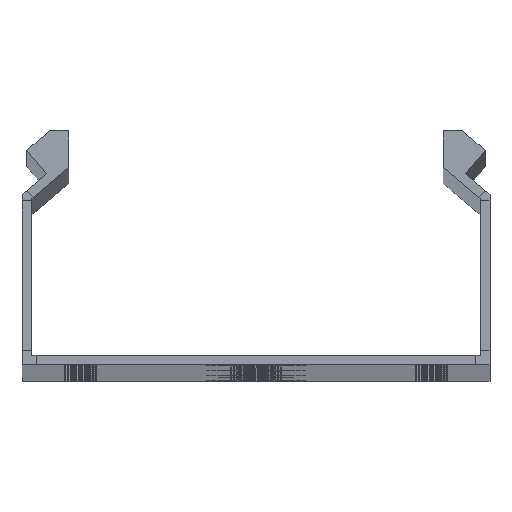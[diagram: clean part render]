
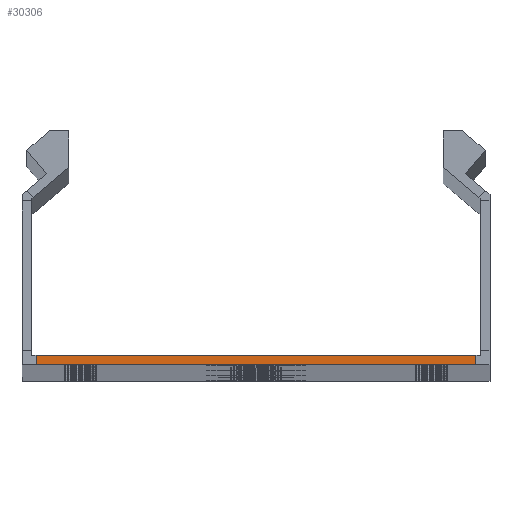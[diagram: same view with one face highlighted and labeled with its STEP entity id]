
A CAD part, top view. The second image highlights one B-rep face of the part: STEP entity #30306.
In plain terms, the highlighted planar face has unit normal (0, 0, 1).
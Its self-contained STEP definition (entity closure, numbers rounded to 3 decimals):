
#82 = DIRECTION ( 'NONE',  ( 0., -1., 0. ) ) ;
#225 = DIRECTION ( 'NONE',  ( -1., 0., 0. ) ) ;
#278 = ORIENTED_EDGE ( 'NONE', *, *, #13006, .T. ) ;
#1686 = VECTOR ( 'NONE', #225, 1000. ) ;
#2210 = VERTEX_POINT ( 'NONE', #2951 ) ;
#2815 = EDGE_CURVE ( 'NONE', #11314, #20130, #28065, .T. ) ;
#2951 = CARTESIAN_POINT ( 'NONE',  ( -47., 2., 1000. ) ) ;
#3146 = DIRECTION ( 'NONE',  ( -1., 0., 0. ) ) ;
#3311 = EDGE_CURVE ( 'NONE', #11314, #11134, #10432, .T. ) ;
#4731 = CARTESIAN_POINT ( 'NONE',  ( 47., 2., 1000. ) ) ;
#4832 = CARTESIAN_POINT ( 'NONE',  ( 48., 3., 1000. ) ) ;
#7590 = VECTOR ( 'NONE', #3146, 1000. ) ;
#9591 = PLANE ( 'NONE',  #13238 ) ;
#10257 = DIRECTION ( 'NONE',  ( 0., 1., 0. ) ) ;
#10432 = LINE ( 'NONE', #17163, #1686 ) ;
#11134 = VERTEX_POINT ( 'NONE', #13024 ) ;
#11314 = VERTEX_POINT ( 'NONE', #27993 ) ;
#13006 = EDGE_CURVE ( 'NONE', #2210, #11134, #24000, .T. ) ;
#13024 = CARTESIAN_POINT ( 'NONE',  ( -47., 0., 1000. ) ) ;
#13238 = AXIS2_PLACEMENT_3D ( 'NONE', #4832, #28945, #19536 ) ;
#17163 = CARTESIAN_POINT ( 'NONE',  ( -50., 0., 1000. ) ) ;
#17442 = CARTESIAN_POINT ( 'NONE',  ( -47., 2., 1000. ) ) ;
#17748 = CARTESIAN_POINT ( 'NONE',  ( -50., 2., 1000. ) ) ;
#17888 = ORIENTED_EDGE ( 'NONE', *, *, #2815, .T. ) ;
#19030 = EDGE_CURVE ( 'NONE', #20130, #2210, #29747, .T. ) ;
#19536 = DIRECTION ( 'NONE',  ( 1., 0., 0. ) ) ;
#20130 = VERTEX_POINT ( 'NONE', #4731 ) ;
#21248 = EDGE_LOOP ( 'NONE', ( #30334, #17888, #21895, #278 ) ) ;
#21895 = ORIENTED_EDGE ( 'NONE', *, *, #19030, .T. ) ;
#24000 = LINE ( 'NONE', #17442, #26298 ) ;
#26298 = VECTOR ( 'NONE', #82, 1000. ) ;
#26915 = VECTOR ( 'NONE', #10257, 1000. ) ;
#27993 = CARTESIAN_POINT ( 'NONE',  ( 47., 0., 1000. ) ) ;
#28065 = LINE ( 'NONE', #29928, #26915 ) ;
#28945 = DIRECTION ( 'NONE',  ( 0., 0., 1. ) ) ;
#29747 = LINE ( 'NONE', #17748, #7590 ) ;
#29928 = CARTESIAN_POINT ( 'NONE',  ( 47., 0., 1000. ) ) ;
#30181 = FACE_OUTER_BOUND ( 'NONE', #21248, .T. ) ;
#30306 = ADVANCED_FACE ( 'NONE', ( #30181 ), #9591, .T. ) ;
#30334 = ORIENTED_EDGE ( 'NONE', *, *, #3311, .F. ) ;
